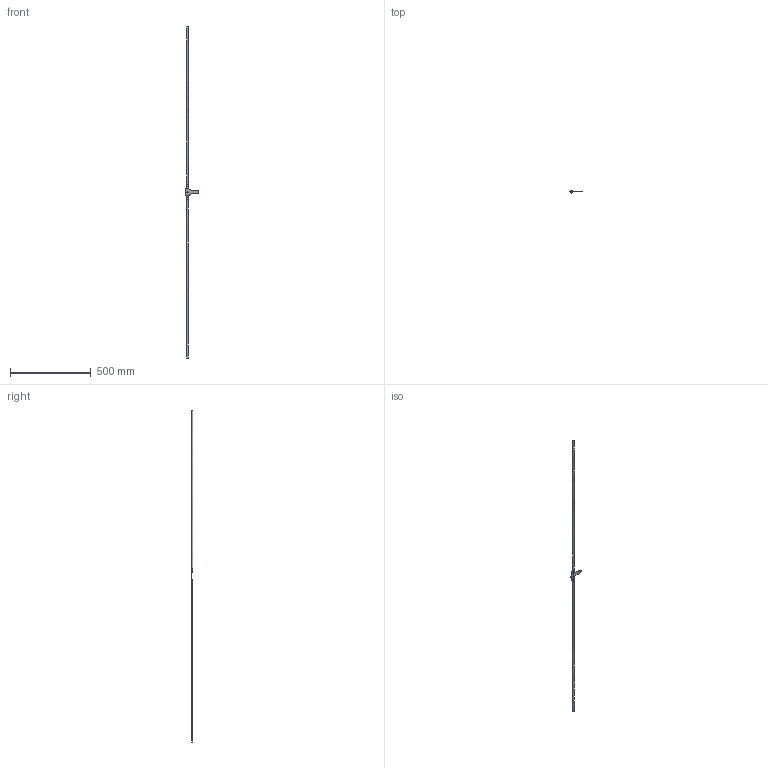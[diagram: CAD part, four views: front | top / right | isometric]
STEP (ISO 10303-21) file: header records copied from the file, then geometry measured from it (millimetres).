
FILE_DESCRIPTION((''),'2;1');
FILE_NAME('','2005-10-12T14:30:02',(''),(''),'','CADfix','');
FILE_SCHEMA(('AUTOMOTIVE_DESIGN'));
Length unit declared in the file: millimetre
Products named in the file (4): rivet; rod; cam; THA_250_28286_36
Assembly tree (5 placements, depth 2):
  THA_250_28286_36
    rivet  x2
    rod  x2
    cam
Bounding box: 86.47 x 12.2 x 2055 mm (x, y, z)
Volume: 108649.2 mm3; surface area: 57551.2 mm2
Topology: 5 solids, 5 shells, 80 faces, 236 edges, 166 vertices
Faces by surface type: bspline 80
Entity records: 2587 total; most frequent: CARTESIAN_POINT 1589, ORIENTED_EDGE 312, EDGE_CURVE 156, VERTEX_POINT 111, QUASI_UNIFORM_CURVE 73, EDGE_LOOP 63, FACE_OUTER_BOUND 53, ADVANCED_FACE 53
